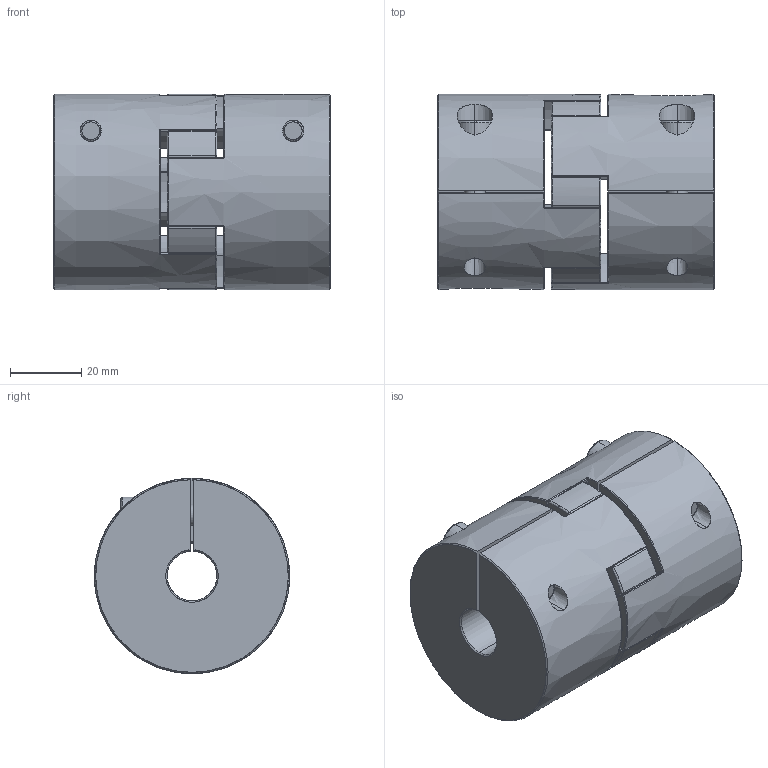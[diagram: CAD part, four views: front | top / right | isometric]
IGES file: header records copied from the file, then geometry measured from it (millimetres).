
Start section: SolidWorks IGES file using analytic representation for surfaces
Global section: file name: CL20-55_CLAMP.igs; native system: SolidWorks 2010; preprocessor: SolidWorks 2010; author: Josh; date: 110810.011024; units: millimetre
Bounding box: 78 x 55 x 55 mm (x, y, z)
Surface area: 38712.9 mm2 (no closed solid volume)
Topology: 0 solids, 0 shells, 320 faces, 3555 edges, 3531 vertices
Faces by surface type: bspline 167, revolution 153
